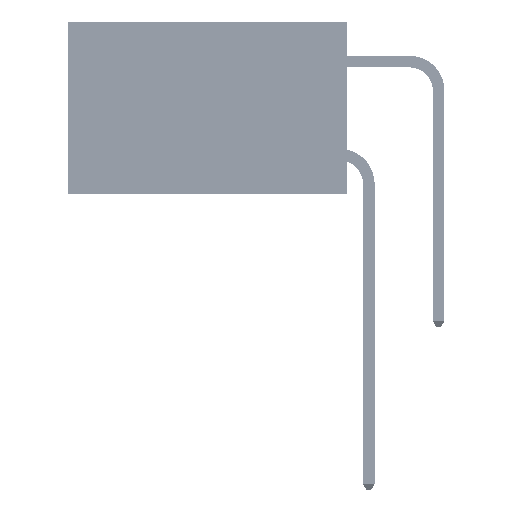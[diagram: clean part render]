
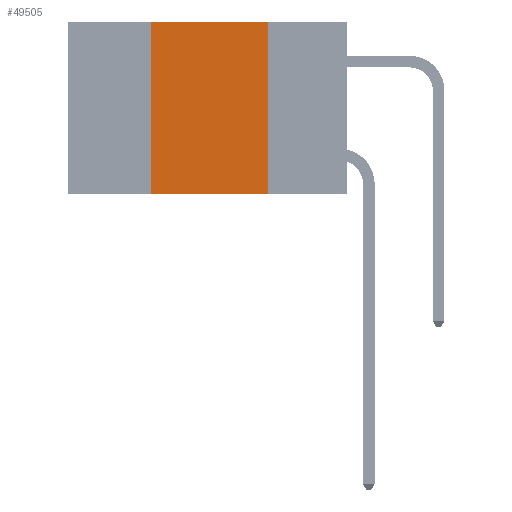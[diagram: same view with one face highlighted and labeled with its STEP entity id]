
A CAD part, left-side view. The second image highlights one B-rep face of the part: STEP entity #49505.
In plain terms, the highlighted planar face has unit normal (-1, 0, 0).
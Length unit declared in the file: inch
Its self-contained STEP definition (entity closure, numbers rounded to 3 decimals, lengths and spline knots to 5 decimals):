
#1192 = CARTESIAN_POINT ( 'NONE',  ( 0., 0.6, -0.37 ) ) ;
#2705 = DIRECTION ( 'NONE',  ( 1., 0., 0. ) ) ;
#3507 = CARTESIAN_POINT ( 'NONE',  ( 0., 0.42, 0. ) ) ;
#6291 = CARTESIAN_POINT ( 'NONE',  ( 0., 0.17, 0. ) ) ;
#11288 = DIRECTION ( 'NONE',  ( 0., 0., -1. ) ) ;
#15035 = DIRECTION ( 'NONE',  ( 0., 0., 1. ) ) ;
#15306 = EDGE_LOOP ( 'NONE', ( #43725, #30211, #35321, #39097 ) ) ;
#15708 = VERTEX_POINT ( 'NONE', #17514 ) ;
#17514 = CARTESIAN_POINT ( 'NONE',  ( 0., 0.42, -0.37 ) ) ;
#19747 = VERTEX_POINT ( 'NONE', #3507 ) ;
#20286 = LINE ( 'NONE', #48265, #41389 ) ;
#20730 = CARTESIAN_POINT ( 'NONE',  ( 0., 0.6, 0. ) ) ;
#22694 = VECTOR ( 'NONE', #29976, 39.37008 ) ;
#23761 = CARTESIAN_POINT ( 'NONE',  ( 0., 0.6, 0. ) ) ;
#25166 = DIRECTION ( 'NONE',  ( 0., -1., 0. ) ) ;
#25306 = VERTEX_POINT ( 'NONE', #6291 ) ;
#27438 = EDGE_CURVE ( 'NONE', #15708, #19747, #35577, .T. ) ;
#27826 = EDGE_CURVE ( 'NONE', #19747, #25306, #49554, .T. ) ;
#27909 = EDGE_CURVE ( 'NONE', #15708, #35492, #41260, .T. ) ;
#29526 = CARTESIAN_POINT ( 'NONE',  ( 0., 0.17, -0.37 ) ) ;
#29831 = VECTOR ( 'NONE', #15035, 39.37008 ) ;
#29976 = DIRECTION ( 'NONE',  ( 0., -1., 0. ) ) ;
#30211 = ORIENTED_EDGE ( 'NONE', *, *, #27826, .F. ) ;
#33054 = FACE_OUTER_BOUND ( 'NONE', #15306, .T. ) ;
#35321 = ORIENTED_EDGE ( 'NONE', *, *, #27438, .F. ) ;
#35492 = VERTEX_POINT ( 'NONE', #29526 ) ;
#35577 = LINE ( 'NONE', #47801, #29831 ) ;
#35731 = PLANE ( 'NONE',  #43512 ) ;
#38745 = EDGE_CURVE ( 'NONE', #25306, #35492, #20286, .T. ) ;
#39097 = ORIENTED_EDGE ( 'NONE', *, *, #27909, .T. ) ;
#39354 = VECTOR ( 'NONE', #25166, 39.37008 ) ;
#41260 = LINE ( 'NONE', #1192, #22694 ) ;
#41389 = VECTOR ( 'NONE', #48100, 39.37008 ) ;
#43512 = AXIS2_PLACEMENT_3D ( 'NONE', #23761, #2705, #11288 ) ;
#43725 = ORIENTED_EDGE ( 'NONE', *, *, #38745, .F. ) ;
#47801 = CARTESIAN_POINT ( 'NONE',  ( 0., 0.42, 0. ) ) ;
#48100 = DIRECTION ( 'NONE',  ( 0., 0., -1. ) ) ;
#48265 = CARTESIAN_POINT ( 'NONE',  ( 0., 0.17, 0. ) ) ;
#49505 = ADVANCED_FACE ( 'NONE', ( #33054 ), #35731, .F. ) ;
#49554 = LINE ( 'NONE', #20730, #39354 ) ;
